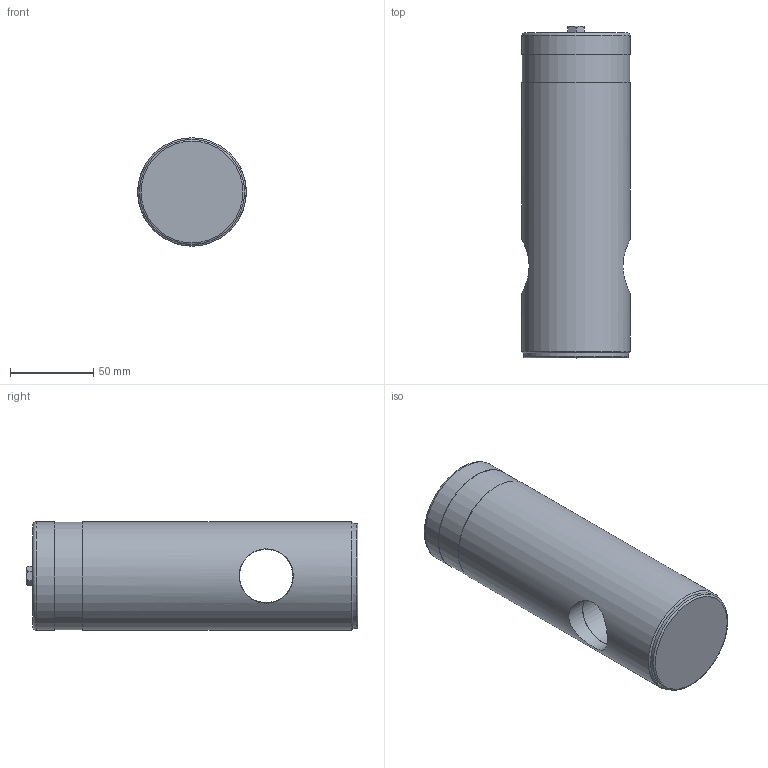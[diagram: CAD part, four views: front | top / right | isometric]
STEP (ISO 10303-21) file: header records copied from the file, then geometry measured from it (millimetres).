
FILE_DESCRIPTION(/* description */ ('STEP AP214'),/* implementation_level */ '2;1');
FILE_NAME(/* name */ '178461_KP-32-7500',/* time_stamp */ '2024-08-29T17:55:47+02:00',/* author */ ('License CC BY-ND 4.0'),/* organization */ ('CADENAS'),/* preprocessor_version */ 'ST-DEVELOPER v19.3',/* originating_system */ 'PARTsolutions',/* authorisation */ ' ');
FILE_SCHEMA (('AUTOMOTIVE_DESIGN {1 0 10303 214 3 1 1}'));
Length unit declared in the file: millimetre
Products named in the file (3): 178461 KP-32-7500; 178461 KP-32-7500---(P); G1/8x29
Assembly tree (2 placements, depth 2):
  178461 KP-32-7500
    178461 KP-32-7500---(P)
    G1/8x29
Bounding box: 65 x 199 x 65 mm (x, y, z)
Volume: 594826 mm3; surface area: 52657.7 mm2
Topology: 2 solids, 2 shells, 37 faces, 67 edges, 42 vertices
Faces by surface type: plane 18, cylinder 11, torus 5, cone 3
Full cylindrical faces by diameter (mm): 8 x1, 8.566 x1, 9.728 x1, 16 x1, 32 x1, 32.5 x2, 63 x1, 64.5 x1, 65 x2
Entity records: 950 total; most frequent: CARTESIAN_POINT 214, DIRECTION 146, ORIENTED_EDGE 94, AXIS2_PLACEMENT_3D 67, EDGE_LOOP 66, FACE_BOUND 66, EDGE_CURVE 47, VERTEX_POINT 41
